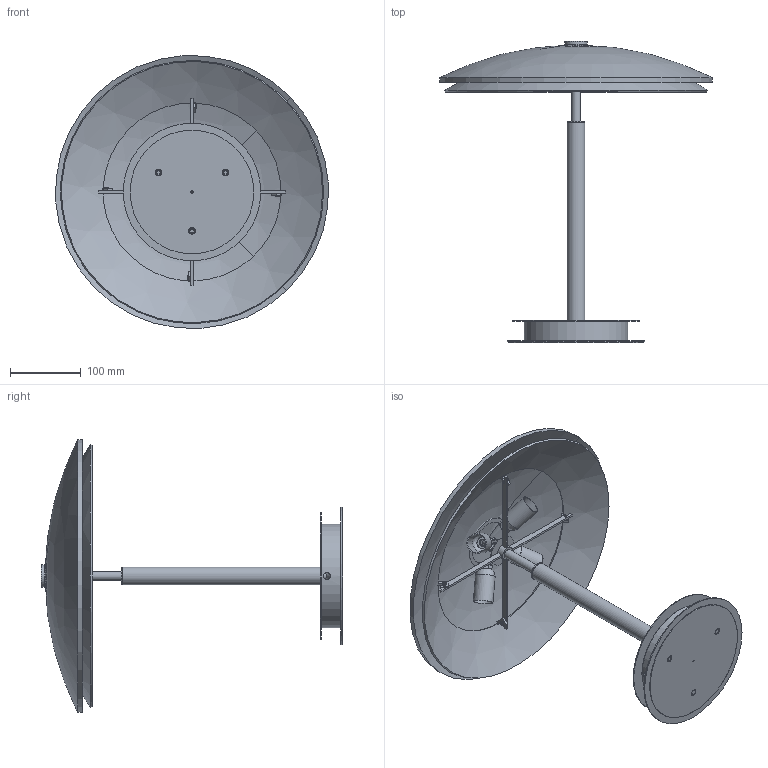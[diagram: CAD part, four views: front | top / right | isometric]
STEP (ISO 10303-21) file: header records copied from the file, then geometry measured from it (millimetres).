
FILE_DESCRIPTION(/* description */ (''),/* implementation_level */ '2;1');
FILE_NAME(/* name */ 'F228005150xxNE.stp',/* time_stamp */ '2020-01-13T14:22:16+01:00',/* author */ ('sghezzi'),/* organization */ (''),/* preprocessor_version */ 'ST-DEVELOPER v17.2',/* originating_system */ 'Autodesk Inventor 2019',/* authorisation */ '');
FILE_SCHEMA (('AUTOMOTIVE_DESIGN { 1 0 10303 214 3 1 1 }'));
Length unit declared in the file: millimetre
Products named in the file (22): Bis_tris_2280-Bis Tris; 007228007_Tige centrale; 007228013_piattello sup base d180 mm Sp1mm C Foro D10mm CR; 007228015_Base d147mm h28mm Sp1mm C_Foro centrale e laterale d10mm CR; 007228011_Piattello inf base d195mm Sp 1.5mm c 3 fori d7mm CR; 006521912_VITE_M5x12_TSP_Ei_Ix; 003228000_Feltro d175 Nr; 007228019_rondella d25 h2 c ribassamento d21 h2 c foro m10x1 CR; 007228017_tubetto De13 Di10 L60mm CR; 007228005_crociera c 4 bracci c foro d3 vern BI; 006600289_Vite_M3x6_TCb+_ZnBi; supporto PL Noryl 2973.74 bianco; 005000591_PL_ E14_art591_ZnBi_T230; 006387000_Tubetto fil M10x1 L=380 T.13.80.21 Guidolux; 066005000_Raccordo_M10x1 _M45021100; 064004000_Tubetto_filettato_M10x1x20; 003349202_Guarnizione a u giuntata d75 sil Tr; 007228003_vite fissaggio diff d33 h4 c tub fil m10x1 h11 CR; 003383601_rondella silicone tr d31 sp1.5 c foro 10.5; 024006000_diff anello sabb 2280 bis tris; 002228020 DIFF VETRO BI Sp 6mm 2280 SABB E VERN INT; 007228001_zavorra ghisa d140 h26 Kg2.5 2280 mod 3 vern Nr (VI)
Assembly tree (29 placements, depth 2):
  Bis_tris_2280-Bis Tris
    007228007_Tige centrale
    007228013_piattello sup base d180 mm Sp1mm C Foro D10mm CR
    007228015_Base d147mm h28mm Sp1mm C_Foro centrale e laterale d10mm CR
    007228011_Piattello inf base d195mm Sp 1.5mm c 3 fori d7mm CR
    006521912_VITE_M5x12_TSP_Ei_Ix  x3
    003228000_Feltro d175 Nr
    007228019_rondella d25 h2 c ribassamento d21 h2 c foro m10x1 CR
    007228017_tubetto De13 Di10 L60mm CR
    007228005_crociera c 4 bracci c foro d3 vern BI
    006600289_Vite_M3x6_TCb+_ZnBi  x4
    supporto PL Noryl 2973.74 bianco
    005000591_PL_ E14_art591_ZnBi_T230  x4
    006387000_Tubetto fil M10x1 L=380 T.13.80.21 Guidolux
    066005000_Raccordo_M10x1 _M45021100
    064004000_Tubetto_filettato_M10x1x20
    003349202_Guarnizione a u giuntata d75 sil Tr
    007228003_vite fissaggio diff d33 h4 c tub fil m10x1 h11 CR
    003383601_rondella silicone tr d31 sp1.5 c foro 10.5
    024006000_diff anello sabb 2280 bis tris
    002228020 DIFF VETRO BI Sp 6mm 2280 SABB E VERN INT
    007228001_zavorra ghisa d140 h26 Kg2.5 2280 mod 3 vern Nr (VI)
Bounding box: 386.17 x 427 x 386.17 mm (x, y, z)
Volume: 1557822.7 mm3; surface area: 799732.6 mm2
Topology: 35 solids, 35 shells, 424 faces, 1022 edges, 689 vertices
Faces by surface type: plane 288, cylinder 83, torus 20, bspline 17, cone 12, sphere 4
Full cylindrical faces by diameter (mm): 3 x13, 4 x3, 5 x3, 6 x4, 7 x4, 10 x14, 10.5 x1, 11 x1, 13 x3, 16.5 x1, 20 x2, 21 x1, 22 x1, 25 x2, 26 x4, 28 x4, 31 x1, 32 x1, 64 x2, 72 x1, 76 x1, 145 x1, 147 x1, 175 x1, 180 x1, 195 x1, 387 x1
Entity records: 10642 total; most frequent: CARTESIAN_POINT 2561, DIRECTION 1586, ORIENTED_EDGE 1426, EDGE_CURVE 713, AXIS2_PLACEMENT_3D 626, VERTEX_POINT 499, EDGE_LOOP 360, LINE 334
